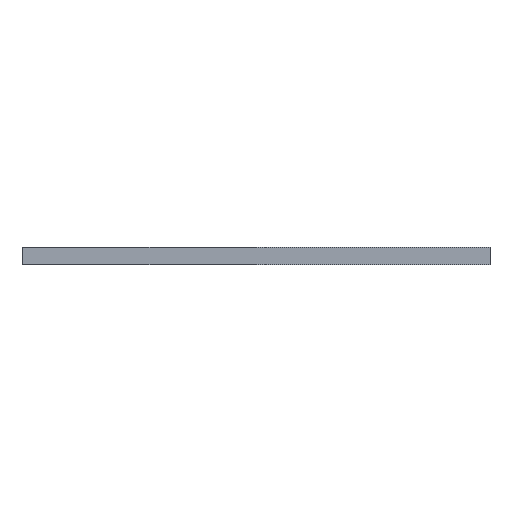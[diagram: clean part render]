
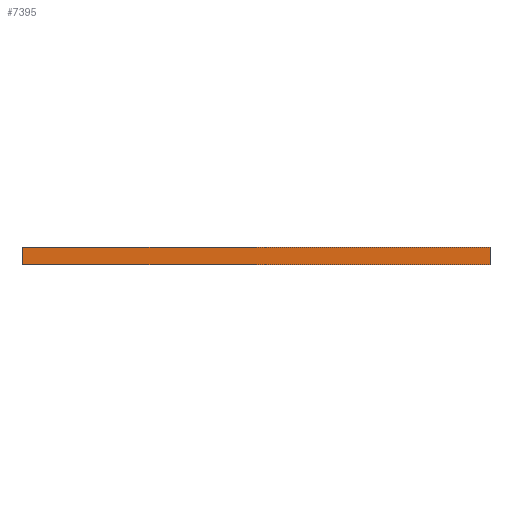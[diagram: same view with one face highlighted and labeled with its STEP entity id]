
A CAD part, left-side view. The second image highlights one B-rep face of the part: STEP entity #7395.
In plain terms, the highlighted planar face has unit normal (-1, 0, 0).
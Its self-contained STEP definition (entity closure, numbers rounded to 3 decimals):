
#133 = VECTOR ( 'NONE', #2156, 1000. ) ;
#298 = EDGE_CURVE ( 'NONE', #4351, #4998, #6813, .T. ) ;
#647 = LINE ( 'NONE', #1669, #3881 ) ;
#1075 = FACE_OUTER_BOUND ( 'NONE', #1585, .T. ) ;
#1282 = CARTESIAN_POINT ( 'NONE',  ( -22.4, 22.875, 0.85 ) ) ;
#1335 = ORIENTED_EDGE ( 'NONE', *, *, #8088, .F. ) ;
#1547 = VECTOR ( 'NONE', #7511, 1000. ) ;
#1585 = EDGE_LOOP ( 'NONE', ( #1335, #3940, #4952, #1999 ) ) ;
#1669 = CARTESIAN_POINT ( 'NONE',  ( -22.4, -22.875, 0.85 ) ) ;
#1754 = DIRECTION ( 'NONE',  ( 0., 0., -1. ) ) ;
#1808 = EDGE_CURVE ( 'NONE', #4351, #7805, #647, .T. ) ;
#1982 = VECTOR ( 'NONE', #7010, 1000. ) ;
#1983 = CARTESIAN_POINT ( 'NONE',  ( -22.4, -22.875, 0.85 ) ) ;
#1999 = ORIENTED_EDGE ( 'NONE', *, *, #4972, .T. ) ;
#2156 = DIRECTION ( 'NONE',  ( 0., 1., 0. ) ) ;
#2831 = PLANE ( 'NONE',  #7498 ) ;
#3538 = DIRECTION ( 'NONE',  ( 0., 0., 1. ) ) ;
#3789 = CARTESIAN_POINT ( 'NONE',  ( -22.4, -22.875, 0.85 ) ) ;
#3881 = VECTOR ( 'NONE', #1754, 1000. ) ;
#3940 = ORIENTED_EDGE ( 'NONE', *, *, #1808, .F. ) ;
#4115 = LINE ( 'NONE', #6945, #1982 ) ;
#4294 = LINE ( 'NONE', #5620, #1547 ) ;
#4351 = VERTEX_POINT ( 'NONE', #3789 ) ;
#4952 = ORIENTED_EDGE ( 'NONE', *, *, #298, .T. ) ;
#4972 = EDGE_CURVE ( 'NONE', #4998, #5693, #4115, .T. ) ;
#4998 = VERTEX_POINT ( 'NONE', #1282 ) ;
#5396 = DIRECTION ( 'NONE',  ( -1., 0., 0. ) ) ;
#5620 = CARTESIAN_POINT ( 'NONE',  ( -22.4, -22.875, -0.85 ) ) ;
#5693 = VERTEX_POINT ( 'NONE', #7959 ) ;
#6753 = CARTESIAN_POINT ( 'NONE',  ( -22.4, -22.875, 0.85 ) ) ;
#6813 = LINE ( 'NONE', #1983, #133 ) ;
#6945 = CARTESIAN_POINT ( 'NONE',  ( -22.4, 22.875, 0.85 ) ) ;
#7010 = DIRECTION ( 'NONE',  ( 0., 0., -1. ) ) ;
#7395 = ADVANCED_FACE ( 'NONE', ( #1075 ), #2831, .T. ) ;
#7498 = AXIS2_PLACEMENT_3D ( 'NONE', #6753, #5396, #3538 ) ;
#7511 = DIRECTION ( 'NONE',  ( 0., 1., 0. ) ) ;
#7805 = VERTEX_POINT ( 'NONE', #8032 ) ;
#7959 = CARTESIAN_POINT ( 'NONE',  ( -22.4, 22.875, -0.85 ) ) ;
#8032 = CARTESIAN_POINT ( 'NONE',  ( -22.4, -22.875, -0.85 ) ) ;
#8088 = EDGE_CURVE ( 'NONE', #7805, #5693, #4294, .T. ) ;
